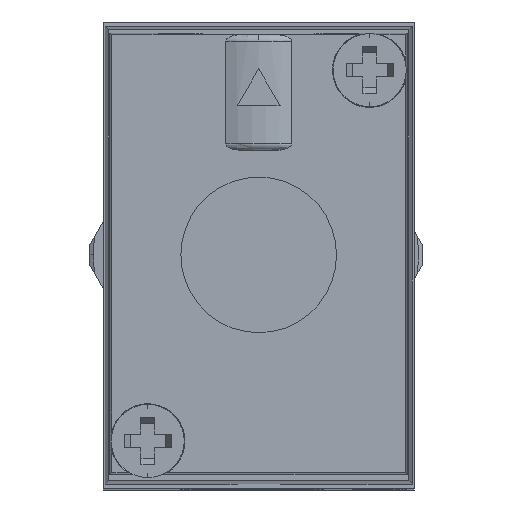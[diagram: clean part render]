
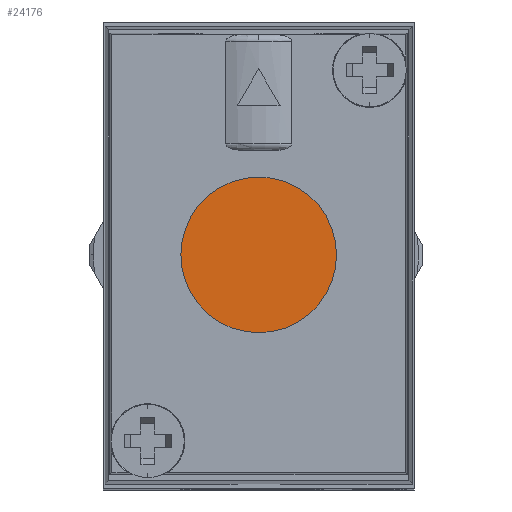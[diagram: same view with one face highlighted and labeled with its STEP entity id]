
A CAD part, top view. The second image highlights one B-rep face of the part: STEP entity #24176.
In plain terms, the highlighted face is planar.
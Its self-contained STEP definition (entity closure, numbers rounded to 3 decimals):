
#21251 = CIRCLE ( 'NONE', #23410, 5.75 ) ;
#23410 = AXIS2_PLACEMENT_3D ( 'NONE', #24718, #24719, #24720 ) ;
#24176 = ADVANCED_FACE ( 'NONE', ( #44488 ), #47318, .T. ) ;
#24718 = CARTESIAN_POINT ( 'NONE',  ( 0., 0., -12.5 ) ) ;
#24719 = DIRECTION ( 'NONE',  ( 0., 0., -1. ) ) ;
#24720 = DIRECTION ( 'NONE',  ( -1., 0., 0. ) ) ;
#27784 = CARTESIAN_POINT ( 'NONE',  ( 5.75, 0., -12.5 ) ) ;
#27785 = CARTESIAN_POINT ( 'NONE',  ( -5.75, 0., -12.5 ) ) ;
#30183 = EDGE_CURVE ( 'NONE', #42613, #42612, #50310, .T. ) ;
#31240 = ORIENTED_EDGE ( 'NONE', *, *, #30183, .T. ) ;
#31241 = ORIENTED_EDGE ( 'NONE', *, *, #40385, .T. ) ;
#40385 = EDGE_CURVE ( 'NONE', #42612, #42613, #21251, .T. ) ;
#41099 = AXIS2_PLACEMENT_3D ( 'NONE', #47319, #47320, #47321 ) ;
#42348 = EDGE_LOOP ( 'NONE', ( #31240, #31241 ) ) ;
#42612 = VERTEX_POINT ( 'NONE', #27784 ) ;
#42613 = VERTEX_POINT ( 'NONE', #27785 ) ;
#44488 = FACE_OUTER_BOUND ( 'NONE', #42348, .T. ) ;
#47318 = PLANE ( 'NONE',  #41099 ) ;
#47319 = CARTESIAN_POINT ( 'NONE',  ( 0., 0., -12.5 ) ) ;
#47320 = DIRECTION ( 'NONE',  ( 0., 0., -1. ) ) ;
#47321 = DIRECTION ( 'NONE',  ( -1., 0., 0. ) ) ;
#48635 = AXIS2_PLACEMENT_3D ( 'NONE', #51972, #51973, #51974 ) ;
#50310 = CIRCLE ( 'NONE', #48635, 5.75 ) ;
#51972 = CARTESIAN_POINT ( 'NONE',  ( 0., 0., -12.5 ) ) ;
#51973 = DIRECTION ( 'NONE',  ( 0., 0., -1. ) ) ;
#51974 = DIRECTION ( 'NONE',  ( -1., 0., 0. ) ) ;
